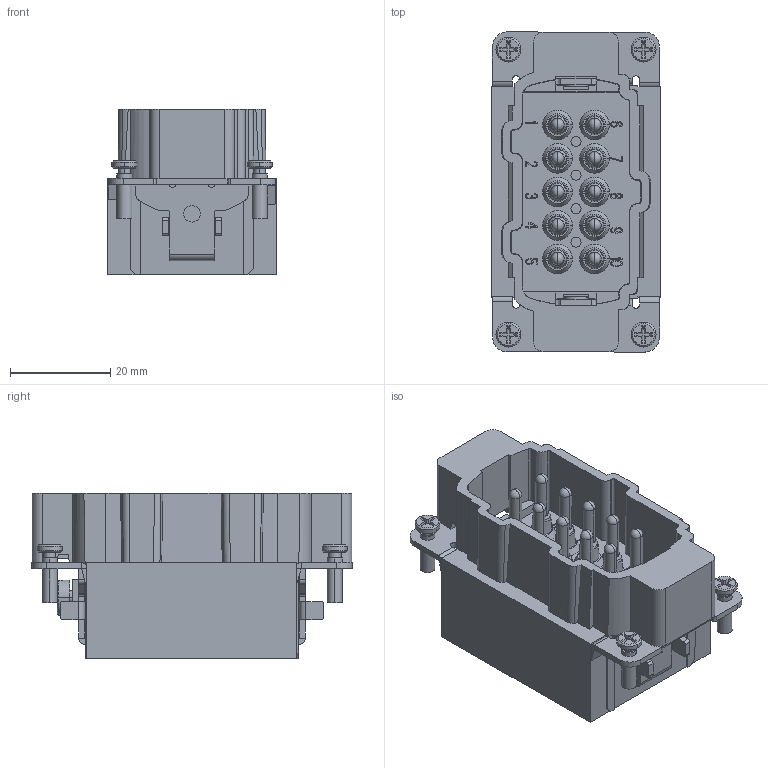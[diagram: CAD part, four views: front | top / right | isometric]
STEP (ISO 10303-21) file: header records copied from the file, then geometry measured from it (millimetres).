
FILE_DESCRIPTION((''),'2;1');
FILE_NAME('PRT0001','2017-07-07T',('tl.yang'),(''),'PRO/ENGINEER BY PARAMETRIC TECHNOLOGY CORPORATION, 2011500','PRO/ENGINEER BY PARAMETRIC TECHNOLOGY CORPORATION, 2011500','');
FILE_SCHEMA(('CONFIG_CONTROL_DESIGN'));
Length unit declared in the file: millimetre
Products named in the file (1): PRT0001
Bounding box: 33.9 x 64.03 x 33.1 mm (x, y, z)
Volume: 36387.8 mm3; surface area: 16491.3 mm2
Topology: 1 solids, 11 shells, 1792 faces, 4835 edges, 3144 vertices
Faces by surface type: plane 1316, cylinder 276, cone 114, bspline 64, sphere 20, torus 2
Entity records: 57514 total; most frequent: CARTESIAN_POINT 12517, ORIENTED_EDGE 9630, DIRECTION 8776, EDGE_CURVE 4815, VECTOR 3866, LINE 3866, VERTEX_POINT 3144, AXIS2_PLACEMENT_3D 2455
